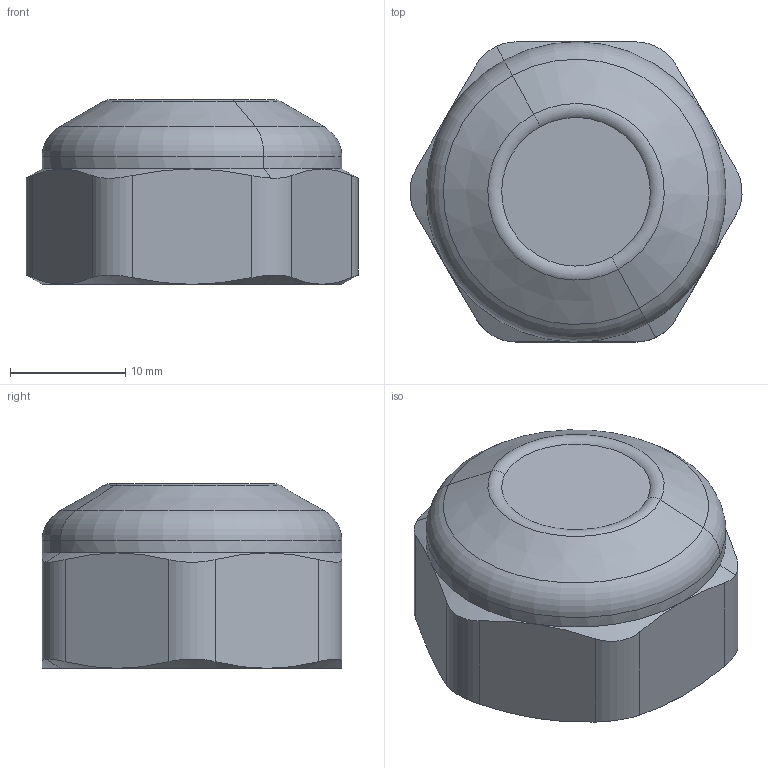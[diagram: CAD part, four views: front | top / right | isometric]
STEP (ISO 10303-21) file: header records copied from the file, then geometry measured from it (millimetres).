
FILE_DESCRIPTION(('CATIA V5 STEP Exchange'),'2;1');
FILE_NAME('STEP_386000_-_TST.stp','2018-02-20T14:35:06+00:00',('none'),('none'),'CATIA Version 5-6 Release 2016 SP4','CATIA V5 STEP AP203','none');
FILE_SCHEMA(('CONFIG_CONTROL_DESIGN'));
Length unit declared in the file: millimetre
Products named in the file (1): 386000 - TST
Bounding box: 28.77 x 26 x 16 mm (x, y, z)
Volume: 11643.5 mm3; surface area: 6521.4 mm2
Topology: 2 solids, 3 shells, 88 faces, 208 edges, 132 vertices
Faces by surface type: cone 36, cylinder 20, plane 18, torus 14
Entity records: 2465 total; most frequent: CARTESIAN_POINT 638, ORIENTED_EDGE 416, DIRECTION 266, EDGE_CURVE 208, AXIS2_PLACEMENT_3D 162, VERTEX_POINT 132, CIRCLE 112, EDGE_LOOP 96
